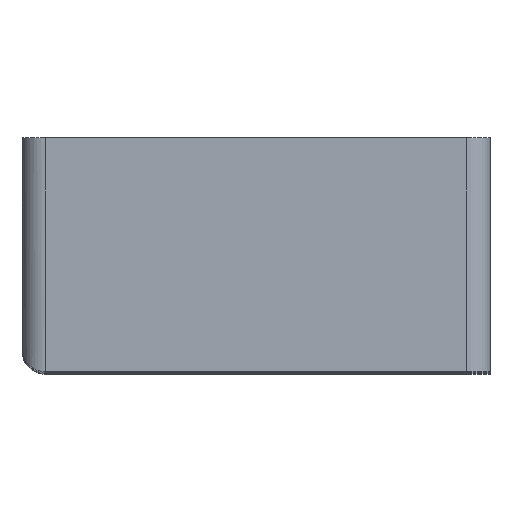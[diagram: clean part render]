
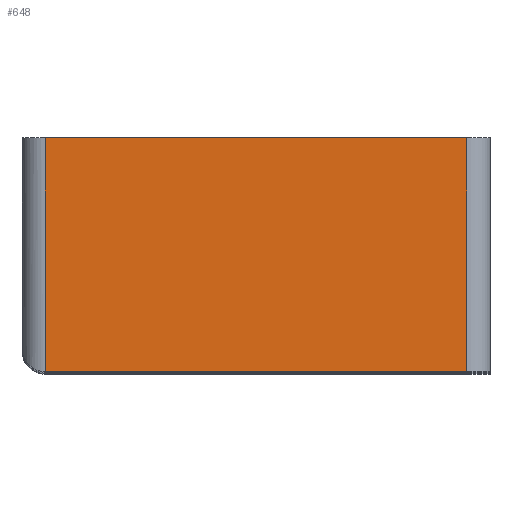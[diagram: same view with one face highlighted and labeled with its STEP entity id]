
A CAD part, top view. The second image highlights one B-rep face of the part: STEP entity #648.
In plain terms, the highlighted planar face has unit normal (0, 0, 1).
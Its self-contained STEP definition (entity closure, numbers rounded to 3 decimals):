
#44=PLANE('',#740);
#82=FACE_OUTER_BOUND('',#128,.T.);
#128=EDGE_LOOP('',(#587,#588,#589,#590));
#140=LINE('',#987,#190);
#143=LINE('',#1004,#193);
#144=LINE('',#1007,#194);
#165=LINE('',#1085,#215);
#190=VECTOR('',#772,10.);
#193=VECTOR('',#789,10.);
#194=VECTOR('',#792,10.);
#215=VECTOR('',#885,10.);
#280=VERTEX_POINT('',#984);
#281=VERTEX_POINT('',#986);
#288=VERTEX_POINT('',#1002);
#289=VERTEX_POINT('',#1006);
#338=EDGE_CURVE('',#281,#280,#140,.T.);
#347=EDGE_CURVE('',#281,#288,#143,.T.);
#348=EDGE_CURVE('',#289,#280,#144,.T.);
#389=EDGE_CURVE('',#288,#289,#165,.T.);
#587=ORIENTED_EDGE('',*,*,#347,.F.);
#588=ORIENTED_EDGE('',*,*,#338,.T.);
#589=ORIENTED_EDGE('',*,*,#348,.F.);
#590=ORIENTED_EDGE('',*,*,#389,.F.);
#648=ADVANCED_FACE('',(#82),#44,.T.);
#740=AXIS2_PLACEMENT_3D('',#1133,#947,#948);
#772=DIRECTION('',(-1.,0.,0.));
#789=DIRECTION('',(0.,-1.,0.));
#792=DIRECTION('',(0.,1.,0.));
#885=DIRECTION('',(-1.,0.,0.));
#947=DIRECTION('center_axis',(0.,0.,1.));
#948=DIRECTION('ref_axis',(-1.,0.,0.));
#984=CARTESIAN_POINT('',(-279.,-20.,48.5));
#986=CARTESIAN_POINT('',(-261.,-20.,48.5));
#987=CARTESIAN_POINT('',(-260.,-20.,48.5));
#1002=CARTESIAN_POINT('',(-261.,-30.,48.5));
#1004=CARTESIAN_POINT('',(-261.,-20.,48.5));
#1006=CARTESIAN_POINT('',(-279.,-30.,48.5));
#1007=CARTESIAN_POINT('',(-279.,-20.,48.5));
#1085=CARTESIAN_POINT('',(-260.,-30.,48.5));
#1133=CARTESIAN_POINT('Origin',(-260.,-20.,48.5));
